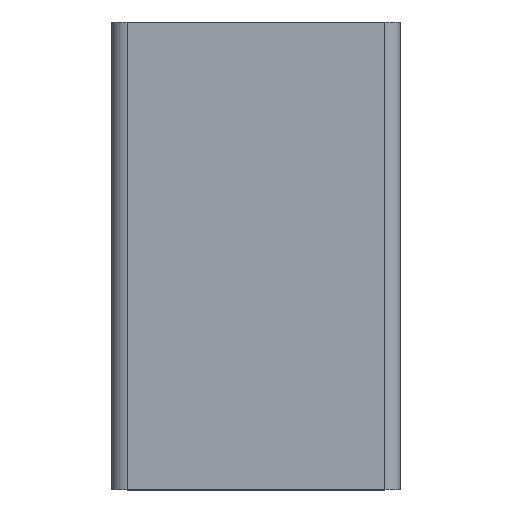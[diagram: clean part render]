
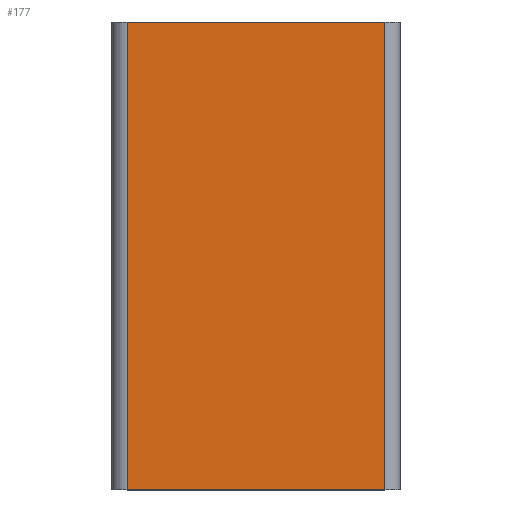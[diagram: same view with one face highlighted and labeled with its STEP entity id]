
A CAD part, top view. The second image highlights one B-rep face of the part: STEP entity #177.
In plain terms, the highlighted planar face has unit normal (0, 0, 1).
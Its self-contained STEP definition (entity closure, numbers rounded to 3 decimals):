
#17=PLANE('',#207);
#25=FACE_OUTER_BOUND('',#35,.T.);
#35=EDGE_LOOP('',(#141,#142,#143,#144));
#47=LINE('',#291,#63);
#49=LINE('',#301,#65);
#51=LINE('',#305,#67);
#52=LINE('',#306,#68);
#63=VECTOR('',#235,10.);
#65=VECTOR('',#245,10.);
#67=VECTOR('',#249,10.);
#68=VECTOR('',#250,10.);
#88=VERTEX_POINT('',#288);
#89=VERTEX_POINT('',#290);
#93=VERTEX_POINT('',#299);
#94=VERTEX_POINT('',#304);
#106=EDGE_CURVE('',#89,#88,#47,.T.);
#111=EDGE_CURVE('',#93,#88,#49,.T.);
#113=EDGE_CURVE('',#93,#94,#51,.T.);
#114=EDGE_CURVE('',#89,#94,#52,.T.);
#141=ORIENTED_EDGE('',*,*,#111,.F.);
#142=ORIENTED_EDGE('',*,*,#113,.T.);
#143=ORIENTED_EDGE('',*,*,#114,.F.);
#144=ORIENTED_EDGE('',*,*,#106,.T.);
#177=ADVANCED_FACE('',(#25),#17,.T.);
#207=AXIS2_PLACEMENT_3D('',#303,#247,#248);
#235=DIRECTION('',(-1.,0.,0.));
#245=DIRECTION('',(0.,1.,0.));
#247=DIRECTION('center_axis',(0.,0.,1.));
#248=DIRECTION('ref_axis',(1.,0.,0.));
#249=DIRECTION('',(1.,0.,0.));
#250=DIRECTION('',(0.,-1.,0.));
#288=CARTESIAN_POINT('',(-16.5,30.,7.5));
#290=CARTESIAN_POINT('',(16.5,30.,7.5));
#291=CARTESIAN_POINT('',(-18.5,30.,7.5));
#299=CARTESIAN_POINT('',(-16.5,-30.,7.5));
#301=CARTESIAN_POINT('',(-16.5,15.,7.5));
#303=CARTESIAN_POINT('Origin',(0.,0.,
7.5));
#304=CARTESIAN_POINT('',(16.5,-30.,7.5));
#305=CARTESIAN_POINT('',(18.5,-30.,7.5));
#306=CARTESIAN_POINT('',(16.5,-15.,7.5));
